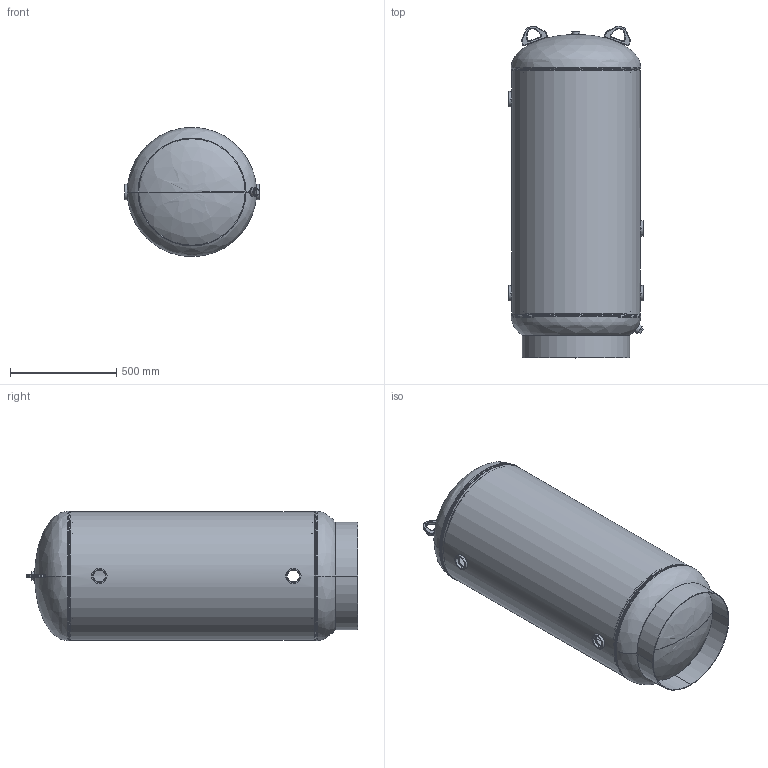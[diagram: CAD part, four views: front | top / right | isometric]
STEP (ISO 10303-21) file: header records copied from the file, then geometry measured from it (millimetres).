
FILE_DESCRIPTION (( 'STEP AP203' ), '1' );
FILE_NAME ('HBT-120-22.STEP', '2021-03-16T12:39:23', ( '' ), ( '' ), 'SwSTEP 2.0', 'SolidWorks 2021', '' );
FILE_SCHEMA (( 'CONFIG_CONTROL_DESIGN' ));
Length unit declared in the file: inch
Products named in the file (10): PLUGS_9500150; 9500080; 9200140; 9500050; 99B0683; 55Q0526; 9400542; HBT-120-22; 9500040
Assembly tree (13 placements, depth 2):
  HBT-120-22
    99B0683
    9200140
    9200140
    9500040
    9500050
    9500080  x4
    PLUGS_9500150
    9400542  x2
    55Q0526
Bounding box: 634.09 x 1564.33 x 609.6 mm (x, y, z)
Volume: 11100695.9 mm3; surface area: 6626316.7 mm2
Topology: 13 solids, 13 shells, 301 faces, 675 edges, 405 vertices
Faces by surface type: cylinder 126, torus 64, plane 63, cone 32, bspline 16
Full cylindrical faces by diameter (mm): 600.1 x1, 606.45 x1
Entity records: 12119 total; most frequent: CARTESIAN_POINT 6312, DIRECTION 1052, ORIENTED_EDGE 918, EDGE_CURVE 459, AXIS2_PLACEMENT_3D 447, VERTEX_POINT 277, CIRCLE 244, EDGE_LOOP 226
